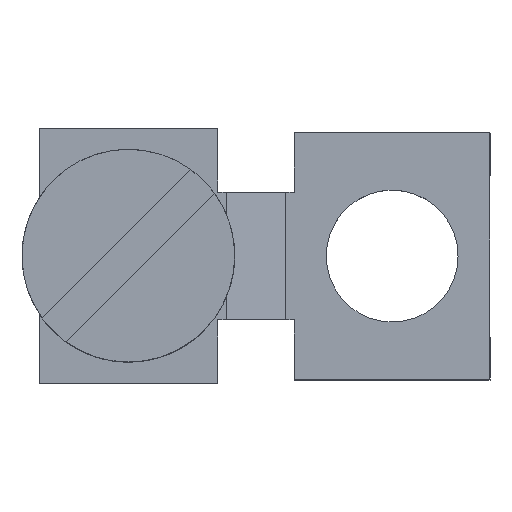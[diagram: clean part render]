
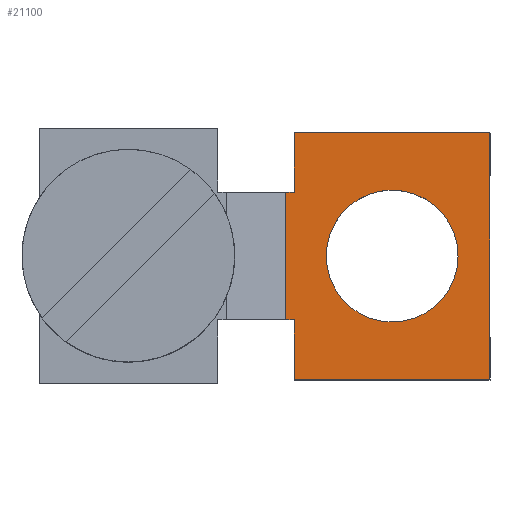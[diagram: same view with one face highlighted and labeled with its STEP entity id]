
A CAD part, top view. The second image highlights one B-rep face of the part: STEP entity #21100.
In plain terms, the highlighted face is planar.
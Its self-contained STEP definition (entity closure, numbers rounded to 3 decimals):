
#590=CARTESIAN_POINT('',(55.841,48.458,4.6));
#600=VERTEX_POINT('',#590);
#750=CARTESIAN_POINT('',(51.241,48.458,4.6));
#760=VERTEX_POINT('',#750);
#790=CARTESIAN_POINT('',(69.241,48.458,4.6));
#800=DIRECTION('',(1.,0.,0.));
#810=VECTOR('',#800,1.);
#820=LINE('',#790,#810);
#830=EDGE_CURVE('',#760,#600,#820,.T.);
#1380=CARTESIAN_POINT('',(69.241,48.458,6.));
#1390=DIRECTION('',(-1.,0.,0.));
#1400=VECTOR('',#1390,1.);
#1410=LINE('',#1380,#1400);
#1420=CARTESIAN_POINT('',(51.241,48.458,6.));
#1430=VERTEX_POINT('',#1420);
#1440=CARTESIAN_POINT('',(51.041,48.458,6.));
#1450=VERTEX_POINT('',#1440);
#1460=EDGE_CURVE('',#1430,#1450,#1410,.T.);
#15640=CARTESIAN_POINT('',(51.241,48.458,10.4));
#15650=VERTEX_POINT('',#15640);
#15800=CARTESIAN_POINT('',(55.841,48.458,10.4));
#15810=VERTEX_POINT('',#15800);
#15840=CARTESIAN_POINT('',(69.241,48.458,10.4));
#15850=DIRECTION('',(1.,0.,0.));
#15860=VECTOR('',#15850,1.);
#15870=LINE('',#15840,#15860);
#15880=EDGE_CURVE('',#15650,#15810,#15870,.T.);
#16800=CARTESIAN_POINT('',(51.241,48.458,9.));
#16810=VERTEX_POINT('',#16800);
#16840=CARTESIAN_POINT('',(69.241,48.458,9.))
;
#16850=DIRECTION('',(1.,0.,0.));
#16860=VECTOR('',#16850,1.);
#16870=LINE('',#16840,#16860);
#16880=CARTESIAN_POINT('',(51.041,48.458,9.));
#16890=VERTEX_POINT('',#16880);
#16900=EDGE_CURVE('',#16890,#16810,#16870,.T.);
#18280=CARTESIAN_POINT('',(51.241,48.458,4.6));
#18290=DIRECTION('',(0.,0.,1.));
#18300=VECTOR('',#18290,1.);
#18310=LINE('',#18280,#18300);
#18320=EDGE_CURVE('',#760,#1430,#18310,.T.);
#19820=CARTESIAN_POINT('',(51.241,48.458,4.6));
#19830=DIRECTION('',(0.,0.,1.));
#19840=VECTOR('',#19830,1.);
#19850=LINE('',#19820,#19840);
#19860=EDGE_CURVE('',#16810,#15650,#19850,.T.);
#20530=CARTESIAN_POINT('',(55.841,48.458,4.6));
#20540=DIRECTION('',(0.,0.,-1.));
#20550=VECTOR('',#20540,1.);
#20560=LINE('',#20530,#20550);
#20570=EDGE_CURVE('',#15810,#600,#20560,.T.);
#20710=CARTESIAN_POINT('',(51.115,48.458,4.6))
;
#20720=DIRECTION('',(0.,1.,0.));
#20730=DIRECTION('',(-1.,0.,0.));
#20740=AXIS2_PLACEMENT_3D('',#20710,#20720,#20730);
#20750=PLANE('',#20740);
#20760=CARTESIAN_POINT('',(53.541,48.458,7.5));
#20770=DIRECTION('',(0.,-1.,0.));
#20780=DIRECTION('',(1.,0.,0.));
#20790=AXIS2_PLACEMENT_3D('',#20760,#20770,#20780);
#20800=CIRCLE('',#20790,1.55);
#20810=CARTESIAN_POINT('',(53.541,48.458,9.05));
#20820=VERTEX_POINT('',#20810);
#20830=CARTESIAN_POINT('',(51.991,48.458,7.5));
#20840=VERTEX_POINT('',#20830);
#20850=EDGE_CURVE('',#20820,#20840,#20800,.T.);
#20860=ORIENTED_EDGE('',*,*,#20850,.F.);
#20870=CARTESIAN_POINT('',(55.091,48.458,7.5));
#20880=VERTEX_POINT('',#20870);
#20890=EDGE_CURVE('',#20840,#20880,#20800,.T.);
#20900=ORIENTED_EDGE('',*,*,#20890,.F.);
#20910=EDGE_CURVE('',#20880,#20820,#20800,.T.);
#20920=ORIENTED_EDGE('',*,*,#20910,.F.);
#20930=EDGE_LOOP('',(#20920,#20900,#20860));
#20940=FACE_BOUND('',#20930,.T.);
#20950=ORIENTED_EDGE('',*,*,#830,.T.);
#20960=ORIENTED_EDGE('',*,*,#18320,.F.);
#20970=ORIENTED_EDGE('',*,*,#1460,.F.);
#20980=CARTESIAN_POINT('',(51.041,48.458,4.6));
#20990=DIRECTION('',(0.,0.,1.));
#21000=VECTOR('',#20990,1.);
#21010=LINE('',#20980,#21000);
#21020=EDGE_CURVE('',#1450,#16890,#21010,.T.);
#21030=ORIENTED_EDGE('',*,*,#21020,.F.);
#21040=ORIENTED_EDGE('',*,*,#16900,.F.);
#21050=ORIENTED_EDGE('',*,*,#19860,.F.);
#21060=ORIENTED_EDGE('',*,*,#15880,.F.);
#21070=ORIENTED_EDGE('',*,*,#20570,.F.);
#21080=EDGE_LOOP('',(#21070,#21060,#21050,#21040,#21030,#20970,#20960,
#20950));
#21090=FACE_OUTER_BOUND('',#21080,.T.);
#21100=ADVANCED_FACE('',(#20940,#21090),#20750,.F.);
